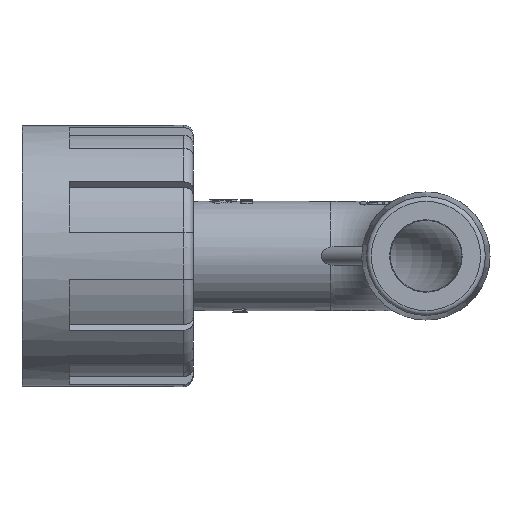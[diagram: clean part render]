
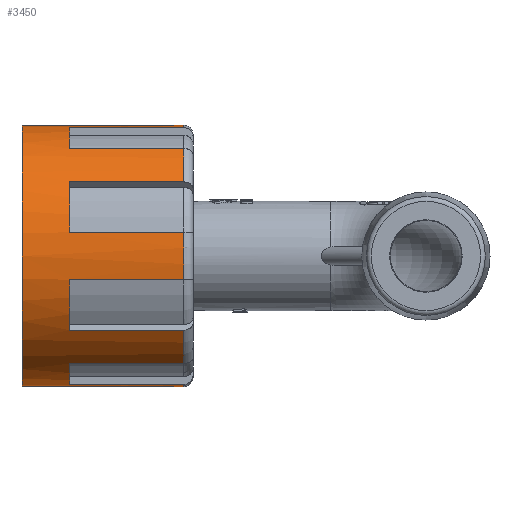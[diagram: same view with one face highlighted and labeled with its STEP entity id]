
A CAD part, front view. The second image highlights one B-rep face of the part: STEP entity #3450.
In plain terms, the highlighted cylindrical face has radius 13.75 mm (diameter 27.5 mm), a partial arc.
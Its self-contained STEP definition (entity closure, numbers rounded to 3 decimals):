
#1145=FACE_OUTER_BOUND('',#4417,.T.);
#1260=CYLINDRICAL_SURFACE('',#11561,13.75);
#2233=LINE('',#20084,#2866);
#2234=LINE('',#20088,#2867);
#2274=LINE('',#22035,#2907);
#2275=LINE('',#22039,#2908);
#2276=LINE('',#22043,#2909);
#2277=LINE('',#22047,#2910);
#2278=LINE('',#22051,#2911);
#2279=LINE('',#22055,#2912);
#2280=LINE('',#22059,#2913);
#2281=LINE('',#22063,#2914);
#2866=VECTOR('',#14192,1.);
#2867=VECTOR('',#14195,1.);
#2907=VECTOR('',#14335,1.);
#2908=VECTOR('',#14338,1.);
#2909=VECTOR('',#14341,1.);
#2910=VECTOR('',#14344,1.);
#2911=VECTOR('',#14347,1.);
#2912=VECTOR('',#14350,1.);
#2913=VECTOR('',#14353,1.);
#2914=VECTOR('',#14356,1.);
#3450=ADVANCED_FACE('',(#1145),#1260,.T.);
#3656=CIRCLE('',#11494,13.75);
#3693=CIRCLE('',#11551,13.75);
#3694=CIRCLE('',#11553,13.75);
#3695=CIRCLE('',#11554,13.75);
#3696=CIRCLE('',#11555,13.75);
#3697=CIRCLE('',#11556,13.75);
#3698=CIRCLE('',#11557,13.75);
#3699=CIRCLE('',#11558,13.75);
#3700=CIRCLE('',#11559,13.75);
#3701=CIRCLE('',#11560,13.75);
#4417=EDGE_LOOP('',(#7250,#7251,#7252,#7253,#7254,#7255,#7256,#7257,#7258,
#7259,#7260,#7261,#7262,#7263,#7264,#7265,#7266,#7267,#7268,#7269));
#7250=ORIENTED_EDGE('',*,*,#9921,.F.);
#7251=ORIENTED_EDGE('',*,*,#9912,.T.);
#7252=ORIENTED_EDGE('',*,*,#10029,.T.);
#7253=ORIENTED_EDGE('',*,*,#10030,.F.);
#7254=ORIENTED_EDGE('',*,*,#10031,.T.);
#7255=ORIENTED_EDGE('',*,*,#10032,.T.);
#7256=ORIENTED_EDGE('',*,*,#10033,.T.);
#7257=ORIENTED_EDGE('',*,*,#10034,.F.);
#7258=ORIENTED_EDGE('',*,*,#10035,.T.);
#7259=ORIENTED_EDGE('',*,*,#10036,.T.);
#7260=ORIENTED_EDGE('',*,*,#10037,.T.);
#7261=ORIENTED_EDGE('',*,*,#10038,.F.);
#7262=ORIENTED_EDGE('',*,*,#10039,.T.);
#7263=ORIENTED_EDGE('',*,*,#10040,.T.);
#7264=ORIENTED_EDGE('',*,*,#10041,.T.);
#7265=ORIENTED_EDGE('',*,*,#10042,.F.);
#7266=ORIENTED_EDGE('',*,*,#10043,.T.);
#7267=ORIENTED_EDGE('',*,*,#10044,.T.);
#7268=ORIENTED_EDGE('',*,*,#9923,.T.);
#7269=ORIENTED_EDGE('',*,*,#10028,.T.);
#8455=VERTEX_POINT('',#20050);
#8456=VERTEX_POINT('',#20051);
#8464=VERTEX_POINT('',#20085);
#8465=VERTEX_POINT('',#20087);
#8466=VERTEX_POINT('',#20089);
#8548=VERTEX_POINT('',#22036);
#8549=VERTEX_POINT('',#22038);
#8550=VERTEX_POINT('',#22040);
#8551=VERTEX_POINT('',#22042);
#8552=VERTEX_POINT('',#22044);
#8553=VERTEX_POINT('',#22046);
#8554=VERTEX_POINT('',#22048);
#8555=VERTEX_POINT('',#22050);
#8556=VERTEX_POINT('',#22052);
#8557=VERTEX_POINT('',#22054);
#8558=VERTEX_POINT('',#22056);
#8559=VERTEX_POINT('',#22058);
#8560=VERTEX_POINT('',#22060);
#8561=VERTEX_POINT('',#22062);
#8562=VERTEX_POINT('',#22064);
#9912=EDGE_CURVE('',#8455,#8456,#3656,.T.);
#9921=EDGE_CURVE('',#8455,#8464,#2233,.T.);
#9923=EDGE_CURVE('',#8466,#8465,#2234,.T.);
#10028=EDGE_CURVE('',#8465,#8464,#3693,.T.);
#10029=EDGE_CURVE('',#8456,#8548,#2274,.T.);
#10030=EDGE_CURVE('',#8549,#8548,#3694,.T.);
#10031=EDGE_CURVE('',#8549,#8550,#2275,.T.);
#10032=EDGE_CURVE('',#8550,#8551,#3695,.T.);
#10033=EDGE_CURVE('',#8551,#8552,#2276,.T.);
#10034=EDGE_CURVE('',#8553,#8552,#3696,.T.);
#10035=EDGE_CURVE('',#8553,#8554,#2277,.T.);
#10036=EDGE_CURVE('',#8554,#8555,#3697,.T.);
#10037=EDGE_CURVE('',#8555,#8556,#2278,.T.);
#10038=EDGE_CURVE('',#8557,#8556,#3698,.T.);
#10039=EDGE_CURVE('',#8557,#8558,#2279,.T.);
#10040=EDGE_CURVE('',#8558,#8559,#3699,.T.);
#10041=EDGE_CURVE('',#8559,#8560,#2280,.T.);
#10042=EDGE_CURVE('',#8561,#8560,#3700,.T.);
#10043=EDGE_CURVE('',#8561,#8562,#2281,.T.);
#10044=EDGE_CURVE('',#8562,#8466,#3701,.T.);
#11494=AXIS2_PLACEMENT_3D('',#20049,#14174,#14175);
#11551=AXIS2_PLACEMENT_3D('',#22033,#14331,#14332);
#11553=AXIS2_PLACEMENT_3D('',#22037,#14336,#14337);
#11554=AXIS2_PLACEMENT_3D('',#22041,#14339,#14340);
#11555=AXIS2_PLACEMENT_3D('',#22045,#14342,#14343);
#11556=AXIS2_PLACEMENT_3D('',#22049,#14345,#14346);
#11557=AXIS2_PLACEMENT_3D('',#22053,#14348,#14349);
#11558=AXIS2_PLACEMENT_3D('',#22057,#14351,#14352);
#11559=AXIS2_PLACEMENT_3D('',#22061,#14354,#14355);
#11560=AXIS2_PLACEMENT_3D('',#22065,#14357,#14358);
#11561=AXIS2_PLACEMENT_3D('',#22066,#14359,#14360);
#14174=DIRECTION('',(-1.,0.,0.));
#14175=DIRECTION('',(0.,0.,-1.));
#14192=DIRECTION('',(-1.,0.,0.));
#14195=DIRECTION('',(-1.,0.,0.));
#14331=DIRECTION('',(1.,0.,0.));
#14332=DIRECTION('',(0.,0.,-1.));
#14335=DIRECTION('',(-1.,0.,0.));
#14336=DIRECTION('',(1.,0.,0.));
#14337=DIRECTION('',(0.,0.,-1.));
#14338=DIRECTION('',(1.,0.,0.));
#14339=DIRECTION('',(-1.,0.,0.));
#14340=DIRECTION('',(0.,0.,-1.));
#14341=DIRECTION('',(-1.,0.,0.));
#14342=DIRECTION('',(1.,0.,0.));
#14343=DIRECTION('',(0.,0.,-1.));
#14344=DIRECTION('',(1.,0.,0.));
#14345=DIRECTION('',(-1.,0.,0.));
#14346=DIRECTION('',(0.,0.,-1.));
#14347=DIRECTION('',(-1.,0.,0.));
#14348=DIRECTION('',(1.,0.,0.));
#14349=DIRECTION('',(0.,0.,-1.));
#14350=DIRECTION('',(1.,0.,0.));
#14351=DIRECTION('',(-1.,0.,0.));
#14352=DIRECTION('',(0.,0.,-1.));
#14353=DIRECTION('',(-1.,0.,0.));
#14354=DIRECTION('',(1.,0.,0.));
#14355=DIRECTION('',(0.,0.,-1.));
#14356=DIRECTION('',(1.,0.,0.));
#14357=DIRECTION('',(-1.,0.,0.));
#14358=DIRECTION('',(0.,0.,-1.));
#14359=DIRECTION('',(-1.,0.,0.));
#14360=DIRECTION('',(0.,0.,-1.));
#20049=CARTESIAN_POINT('',(-16.345,-19.802,0.));
#20050=CARTESIAN_POINT('',(-16.345,-19.802,-13.75));
#20051=CARTESIAN_POINT('',(-16.345,-22.302,-13.521));
#20084=CARTESIAN_POINT('',(-15.345,-19.802,-13.75));
#20085=CARTESIAN_POINT('',(-33.345,-19.802,-13.75));
#20087=CARTESIAN_POINT('',(-33.345,-19.802,13.75));
#20088=CARTESIAN_POINT('',(-15.345,-19.802,13.75));
#20089=CARTESIAN_POINT('',(-16.345,-19.802,13.75));
#22033=CARTESIAN_POINT('',(-33.345,-19.802,0.));
#22035=CARTESIAN_POINT('',(-15.345,-22.302,-13.521));
#22036=CARTESIAN_POINT('',(-28.345,-22.302,-13.521));
#22037=CARTESIAN_POINT('',(-28.345,-19.802,0.));
#22038=CARTESIAN_POINT('',(-28.345,-27.595,-11.328));
#22039=CARTESIAN_POINT('',(-15.345,-27.595,-11.328));
#22040=CARTESIAN_POINT('',(-16.345,-27.595,-11.328));
#22041=CARTESIAN_POINT('',(-16.345,-19.802,0.));
#22042=CARTESIAN_POINT('',(-16.345,-31.13,-7.793));
#22043=CARTESIAN_POINT('',(-15.345,-31.13,-7.793));
#22044=CARTESIAN_POINT('',(-28.345,-31.13,-7.793));
#22045=CARTESIAN_POINT('',(-28.345,-19.802,0.));
#22046=CARTESIAN_POINT('',(-28.345,-33.323,-2.5));
#22047=CARTESIAN_POINT('',(-15.345,-33.323,-2.5));
#22048=CARTESIAN_POINT('',(-16.345,-33.323,-2.5));
#22049=CARTESIAN_POINT('',(-16.345,-19.802,0.));
#22050=CARTESIAN_POINT('',(-16.345,-33.323,2.5));
#22051=CARTESIAN_POINT('',(-15.345,-33.323,2.5));
#22052=CARTESIAN_POINT('',(-28.345,-33.323,2.5));
#22053=CARTESIAN_POINT('',(-28.345,-19.802,0.));
#22054=CARTESIAN_POINT('',(-28.345,-31.13,7.793));
#22055=CARTESIAN_POINT('',(-15.345,-31.13,7.793));
#22056=CARTESIAN_POINT('',(-16.345,-31.13,7.793));
#22057=CARTESIAN_POINT('',(-16.345,-19.802,0.));
#22058=CARTESIAN_POINT('',(-16.345,-27.595,11.328));
#22059=CARTESIAN_POINT('',(-15.345,-27.595,11.328));
#22060=CARTESIAN_POINT('',(-28.345,-27.595,11.328));
#22061=CARTESIAN_POINT('',(-28.345,-19.802,0.));
#22062=CARTESIAN_POINT('',(-28.345,-22.302,13.521));
#22063=CARTESIAN_POINT('',(-15.345,-22.302,13.521));
#22064=CARTESIAN_POINT('',(-16.345,-22.302,13.521));
#22065=CARTESIAN_POINT('',(-16.345,-19.802,0.));
#22066=CARTESIAN_POINT('',(-15.345,-19.802,0.));
